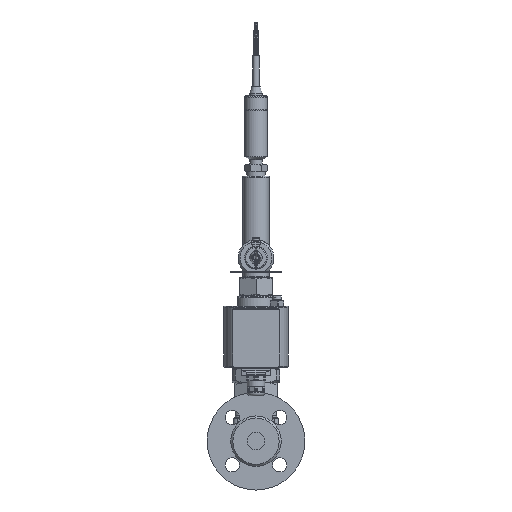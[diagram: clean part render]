
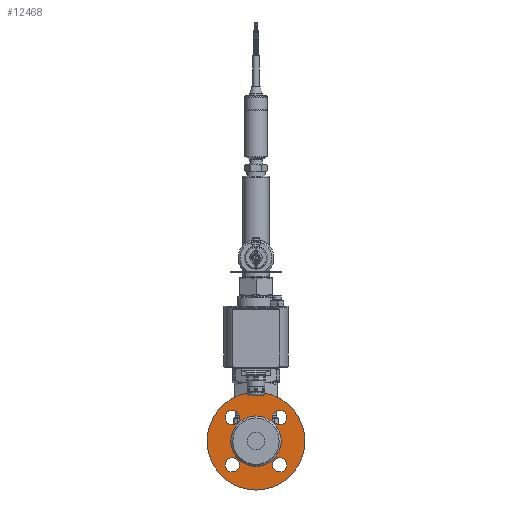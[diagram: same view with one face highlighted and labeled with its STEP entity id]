
A CAD part, front view. The second image highlights one B-rep face of the part: STEP entity #12468.
In plain terms, the highlighted planar face has unit normal (0, -1, 0).
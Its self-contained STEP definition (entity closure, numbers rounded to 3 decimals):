
#505=LINE('',#18283,#1168);
#1168=VECTOR('',#14563,10.778);
#1832=B_SPLINE_CURVE_WITH_KNOTS('',3,(#18253,#18254,#18255,#18256,#18257,
#18258,#18259,#18260,#18261,#18262),.UNSPECIFIED.,.F.,.F.,(4,2,2,2,4),(-0.447,
-0.334,-0.222,-0.111,-0.015),
 .UNSPECIFIED.);
#1833=B_SPLINE_CURVE_WITH_KNOTS('',3,(#18266,#18267,#18268,#18269,#18270,
#18271,#18272,#18273,#18274,#18275),.UNSPECIFIED.,.F.,.F.,(4,2,2,2,4),(0.015,
0.111,0.222,0.334,0.447),
 .UNSPECIFIED.);
#2231=PLANE('',#13550);
#2487=FACE_BOUND('',#3815,.T.);
#2488=FACE_BOUND('',#3816,.T.);
#2489=FACE_BOUND('',#3817,.T.);
#2490=FACE_BOUND('',#3818,.T.);
#2491=FACE_BOUND('',#3819,.T.);
#2930=FACE_OUTER_BOUND('',#3814,.T.);
#3814=EDGE_LOOP('',(#9636,#9637,#9638,#9639));
#3815=EDGE_LOOP('',(#9640));
#3816=EDGE_LOOP('',(#9641));
#3817=EDGE_LOOP('',(#9642));
#3818=EDGE_LOOP('',(#9643));
#3819=EDGE_LOOP('',(#9644));
#4454=CIRCLE('',#12988,7.);
#4456=CIRCLE('',#12991,7.);
#4458=CIRCLE('',#12994,7.);
#4460=CIRCLE('',#12997,7.);
#4560=CIRCLE('',#13262,47.5);
#4689=CIRCLE('',#13551,24.5);
#5126=VERTEX_POINT('',#18222);
#5128=VERTEX_POINT('',#18227);
#5130=VERTEX_POINT('',#18232);
#5132=VERTEX_POINT('',#18237);
#5135=VERTEX_POINT('',#18246);
#5137=VERTEX_POINT('',#18252);
#5138=VERTEX_POINT('',#18263);
#5139=VERTEX_POINT('',#18265);
#5625=VERTEX_POINT('',#21343);
#6336=EDGE_CURVE('',#5126,#5126,#4454,.T.);
#6338=EDGE_CURVE('',#5128,#5128,#4456,.T.);
#6340=EDGE_CURVE('',#5130,#5130,#4458,.T.);
#6342=EDGE_CURVE('',#5132,#5132,#4460,.T.);
#6346=EDGE_CURVE('',#5137,#5135,#1832,.T.);
#6348=EDGE_CURVE('',#5139,#5138,#1833,.T.);
#6351=EDGE_CURVE('',#5138,#5137,#505,.T.);
#6763=EDGE_CURVE('',#5139,#5135,#4560,.T.);
#7083=EDGE_CURVE('',#5625,#5625,#4689,.T.);
#9636=ORIENTED_EDGE('',*,*,#6346,.T.);
#9637=ORIENTED_EDGE('',*,*,#6763,.F.);
#9638=ORIENTED_EDGE('',*,*,#6348,.T.);
#9639=ORIENTED_EDGE('',*,*,#6351,.T.);
#9640=ORIENTED_EDGE('',*,*,#6336,.T.);
#9641=ORIENTED_EDGE('',*,*,#6338,.T.);
#9642=ORIENTED_EDGE('',*,*,#6340,.T.);
#9643=ORIENTED_EDGE('',*,*,#6342,.T.);
#9644=ORIENTED_EDGE('',*,*,#7083,.T.);
#12468=ADVANCED_FACE('',(#2930,#2487,#2488,#2489,#2490,#2491),#2231,.T.);
#12988=AXIS2_PLACEMENT_3D('',#18223,#14527,#14528);
#12991=AXIS2_PLACEMENT_3D('',#18228,#14533,#14534);
#12994=AXIS2_PLACEMENT_3D('',#18233,#14539,#14540);
#12997=AXIS2_PLACEMENT_3D('',#18238,#14545,#14546);
#13262=AXIS2_PLACEMENT_3D('',#20476,#15229,#15230);
#13550=AXIS2_PLACEMENT_3D('',#21342,#15923,#15924);
#13551=AXIS2_PLACEMENT_3D('',#21344,#15925,#15926);
#14527=DIRECTION('center_axis',(0.,1.,0.));
#14528=DIRECTION('ref_axis',(-1.,0.,0.));
#14533=DIRECTION('center_axis',(0.,1.,0.));
#14534=DIRECTION('ref_axis',(-1.,0.,0.));
#14539=DIRECTION('center_axis',(0.,1.,0.));
#14540=DIRECTION('ref_axis',(-1.,0.,0.));
#14545=DIRECTION('center_axis',(0.,1.,0.));
#14546=DIRECTION('ref_axis',(-1.,0.,0.));
#14563=DIRECTION('',(-1.,0.,0.));
#15229=DIRECTION('center_axis',(0.,1.,0.));
#15230=DIRECTION('ref_axis',(0.,0.,
-1.));
#15923=DIRECTION('center_axis',(0.,-1.,0.));
#15924=DIRECTION('ref_axis',(1.,0.,0.));
#15925=DIRECTION('center_axis',(0.,1.,0.));
#15926=DIRECTION('ref_axis',(0.,0.,
-1.));
#18222=CARTESIAN_POINT('',(29.981,-60.5,-22.981));
#18223=CARTESIAN_POINT('Origin',(22.981,-60.5,-22.981));
#18227=CARTESIAN_POINT('',(-15.981,-60.5,22.981));
#18228=CARTESIAN_POINT('Origin',(-22.981,-60.5,22.981));
#18232=CARTESIAN_POINT('',(29.981,-60.5,22.981));
#18233=CARTESIAN_POINT('Origin',(22.981,-60.5,22.981));
#18237=CARTESIAN_POINT('',(-15.981,-60.5,-22.981));
#18238=CARTESIAN_POINT('Origin',(-22.981,-60.5,-22.981));
#18246=CARTESIAN_POINT('',(-8.425,-60.5,46.747));
#18252=CARTESIAN_POINT('',(-5.389,-60.5,43.9));
#18253=CARTESIAN_POINT('Ctrl Pts',(-5.389,-60.5,
43.9));
#18254=CARTESIAN_POINT('Ctrl Pts',(-5.767,-60.5,
43.9));
#18255=CARTESIAN_POINT('Ctrl Pts',(-6.213,-60.5,
43.987));
#18256=CARTESIAN_POINT('Ctrl Pts',(-6.909,-60.5,
44.273));
#18257=CARTESIAN_POINT('Ctrl Pts',(-7.282,-60.5,
44.521));
#18258=CARTESIAN_POINT('Ctrl Pts',(-7.81,-60.5,
45.045));
#18259=CARTESIAN_POINT('Ctrl Pts',(-8.058,-60.5,45.414));
#18260=CARTESIAN_POINT('Ctrl Pts',(-8.323,-60.5,
46.051));
#18261=CARTESIAN_POINT('Ctrl Pts',(-8.407,-60.5,
46.415));
#18262=CARTESIAN_POINT('Ctrl Pts',(-8.425,-60.5,
46.747));
#18263=CARTESIAN_POINT('',(5.389,-60.5,43.9));
#18265=CARTESIAN_POINT('',(8.425,-60.5,46.747));
#18266=CARTESIAN_POINT('Ctrl Pts',(8.425,-60.5,46.747));
#18267=CARTESIAN_POINT('Ctrl Pts',(8.407,-60.5,46.415));
#18268=CARTESIAN_POINT('Ctrl Pts',(8.323,-60.5,46.051));
#18269=CARTESIAN_POINT('Ctrl Pts',(8.058,-60.5,45.414));
#18270=CARTESIAN_POINT('Ctrl Pts',(7.81,-60.5,45.045));
#18271=CARTESIAN_POINT('Ctrl Pts',(7.282,-60.5,44.521));
#18272=CARTESIAN_POINT('Ctrl Pts',(6.909,-60.5,44.273));
#18273=CARTESIAN_POINT('Ctrl Pts',(6.213,-60.5,43.987));
#18274=CARTESIAN_POINT('Ctrl Pts',(5.767,-60.5,43.9));
#18275=CARTESIAN_POINT('Ctrl Pts',(5.389,-60.5,43.9));
#18283=CARTESIAN_POINT('',(-1.375,-60.5,43.9));
#20476=CARTESIAN_POINT('Origin',(0.,-60.5,
0.));
#21342=CARTESIAN_POINT('Origin',(0.,-60.5,
-36.));
#21343=CARTESIAN_POINT('',(0.,-60.5,-24.5));
#21344=CARTESIAN_POINT('Origin',(0.,-60.5,
0.));
